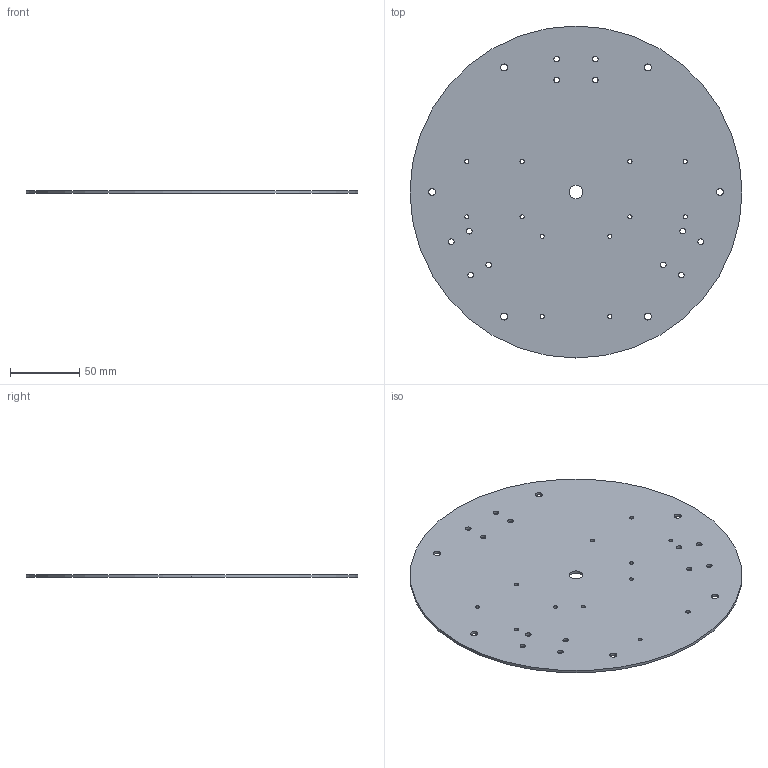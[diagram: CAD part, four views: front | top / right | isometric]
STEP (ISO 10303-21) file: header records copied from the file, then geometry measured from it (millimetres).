
FILE_DESCRIPTION (( 'STEP AP203' ), '1' );
FILE_NAME ('p³yta g³ówna.STEP', '2015-10-15T21:49:19', ( '' ), ( '' ), 'SwSTEP 2.0', 'SolidWorks 2010', '' );
FILE_SCHEMA (( 'CONFIG_CONTROL_DESIGN' ));
Length unit declared in the file: millimetre
Products named in the file (1): p³yta g³ówna
Bounding box: 240 x 240 x 2 mm (x, y, z)
Volume: 89613.9 mm3; surface area: 91901 mm2
Topology: 1 solids, 1 shells, 66 faces, 192 edges, 128 vertices
Faces by surface type: cylinder 64, plane 2
Entity records: 2465 total; most frequent: DIRECTION 454, CARTESIAN_POINT 387, ORIENTED_EDGE 384, AXIS2_PLACEMENT_3D 195, EDGE_CURVE 192, VERTEX_POINT 128, CIRCLE 128, EDGE_LOOP 128
